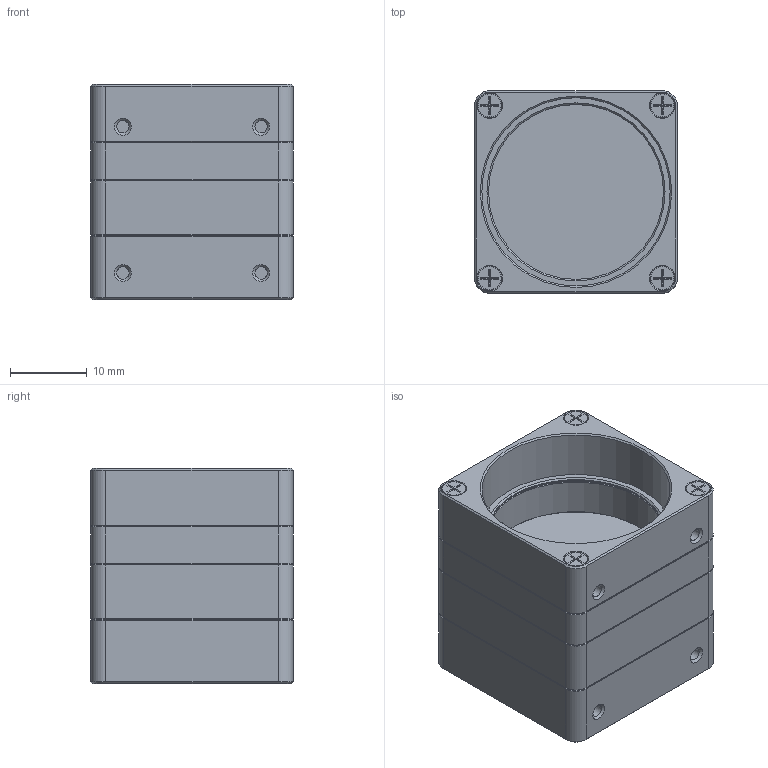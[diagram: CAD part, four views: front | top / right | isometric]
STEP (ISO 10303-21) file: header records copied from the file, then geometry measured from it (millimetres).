
FILE_DESCRIPTION(/* description */ (''),/* implementation_level */ '2;1');
FILE_NAME(/* name */ 'STP-MQ-(MQ013xG-E2-S7-NIO)-ASSM.stp',/* time_stamp */ '2023-05-04T09:33:26+02:00',/* author */ (''),/* organization */ (''),/* preprocessor_version */ 'ST-DEVELOPER v18.102',/* originating_system */ 'SIEMENS PLM Software NX2206.6002',/* authorisation */ '');
FILE_SCHEMA (('AUTOMOTIVE_DESIGN { 1 0 10303 214 3 1 1 1 }'));
Length unit declared in the file: inch
Products named in the file (16): MECH-EMI-GSKT-1.3X2.3X11; MECH-LIGHTPIPE-1.63X4.14; MECH-MQ-REAR-S7-NIO; SROB-M2x14-CUST; MECH-MQ-CS-C; MECH-MQ-FRONT; TP-5X5X2-TGA2200; MQ013xG-E2-S7-PCA-LW; MECH-MQ-MID-013-E2; MECH-MQ013-GSKT; FLT-BK7-AR2X-D25; MECH-O-RING-22X1-CL; SROB-M2X10-CUST; MECH-MQ-REAR-S7-NIO-LP; MQ-FRONT-SUBA; LW-(ASSM-MQXXXxG-XX-S7)
Assembly tree (25 placements, depth 3):
  LW-(ASSM-MQXXXxG-XX-S7)
    MQ-FRONT-SUBA
      MECH-MQ-FRONT
      MECH-MQ-CS-C
      SROB-M2x14-CUST  x4
    SROB-M2X10-CUST  x4
    MECH-O-RING-22X1-CL
    FLT-BK7-AR2X-D25
    MECH-MQ013-GSKT
    MECH-MQ-MID-013-E2
    MQ013xG-E2-S7-PCA-LW
    TP-5X5X2-TGA2200  x2
    MECH-MQ-REAR-S7-NIO-LP
      MECH-MQ-REAR-S7-NIO
      MECH-LIGHTPIPE-1.63X4.14  x3
      MECH-EMI-GSKT-1.3X2.3X11  x2
Bounding box: 26.4 x 26.4 x 28.01 mm (x, y, z)
Volume: 10121.4 mm3; surface area: 15008.5 mm2
Topology: 32 solids, 32 shells, 1971 faces, 5089 edges, 3248 vertices
Faces by surface type: plane 1251, cylinder 508, cone 198, torus 8, bspline 6
Full cylindrical faces by diameter (mm): 0.3 x1, 0.5 x2, 0.7 x3, 0.8 x1, 0.9 x3, 1.6 x17, 1.9 x8, 2 x16, 3 x8, 3.2 x8, 4.6 x1, 21 x1, 21.6 x1, 22.8 x2, 24.4 x1, 24.541 x1, 25 x1, 25.1 x1
Entity records: 59986 total; most frequent: CARTESIAN_POINT 9443, DIRECTION 8981, ORIENTED_EDGE 8788, EDGE_CURVE 4394, LINE 3153, VECTOR 3153, AXIS2_PLACEMENT_3D 2914, VERTEX_POINT 2880
